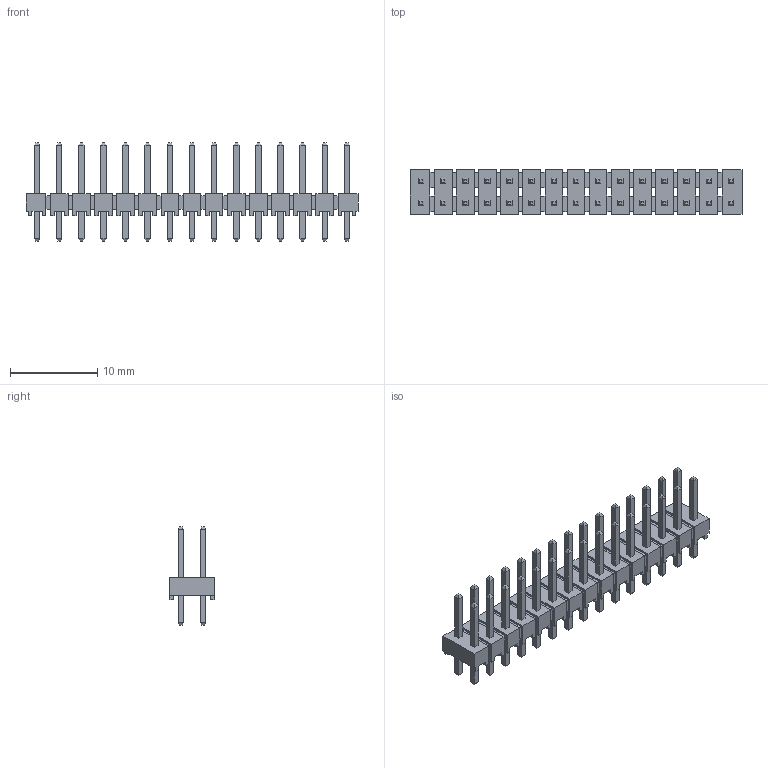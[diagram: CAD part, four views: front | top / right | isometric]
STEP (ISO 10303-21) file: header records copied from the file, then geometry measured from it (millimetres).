
FILE_DESCRIPTION(/* description */ (''),/* implementation_level */ '2;1');
FILE_NAME(/* name */ 'SAMTEC_TSW-115-23-L-D.stp',/* time_stamp */ '2017-03-08T13:02:20+01:00',/* author */ ('riccim'),/* organization */ ('SolidWorks'),/* preprocessor_version */ 'ST-DEVELOPER v15.5',/* originating_system */ 'AutoCAD Mechanical',/* authorisation */ ' ');
FILE_SCHEMA (('AUTOMOTIVE_DESIGN { 1 0 10303 214 3 1 1 }'));
Length unit declared in the file: millimetre
Products named in the file (1): Product
Bounding box: 38.1 x 5.08 x 11.3 mm (x, y, z)
Volume: 472.9 mm3; surface area: 1776.4 mm2
Topology: 103 solids, 103 shells, 1042 faces, 2268 edges, 1432 vertices
Faces by surface type: plane 1042
Entity records: 27436 total; most frequent: CARTESIAN_POINT 4743, ORIENTED_EDGE 4536, DIRECTION 4354, LINE 2268, VECTOR 2268, EDGE_CURVE 2268, VERTEX_POINT 1432, AXIS2_PLACEMENT_3D 1043
